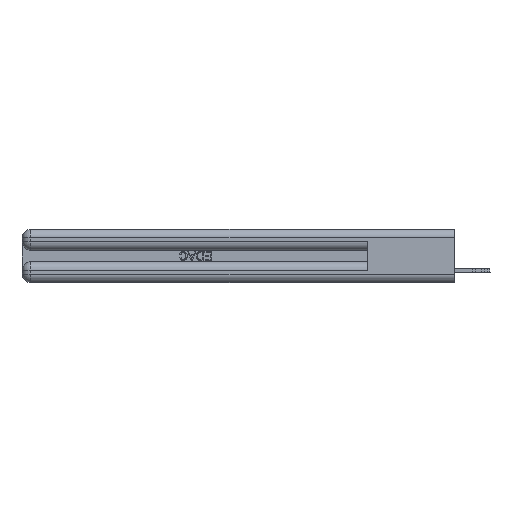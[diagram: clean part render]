
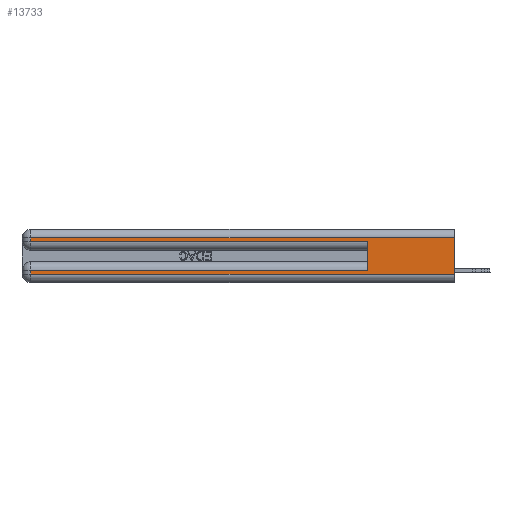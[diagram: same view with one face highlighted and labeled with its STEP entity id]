
A CAD part, left-side view. The second image highlights one B-rep face of the part: STEP entity #13733.
In plain terms, the highlighted planar face has unit normal (-1, 0, 0).
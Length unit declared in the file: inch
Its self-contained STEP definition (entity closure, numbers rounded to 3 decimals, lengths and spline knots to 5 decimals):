
#286 = VECTOR ( 'NONE', #40574, 39.37008 ) ;
#301 = EDGE_CURVE ( 'NONE', #16031, #10337, #40790, .T. ) ;
#1731 = VERTEX_POINT ( 'NONE', #47032 ) ;
#3069 = VERTEX_POINT ( 'NONE', #16315 ) ;
#3267 = VECTOR ( 'NONE', #21446, 39.37008 ) ;
#6033 = ORIENTED_EDGE ( 'NONE', *, *, #28435, .T. ) ;
#6504 = LINE ( 'NONE', #36528, #286 ) ;
#6873 = LINE ( 'NONE', #17800, #20412 ) ;
#7432 = LINE ( 'NONE', #42839, #34482 ) ;
#8112 = DIRECTION ( 'NONE',  ( 0., 0., 1. ) ) ;
#9605 = DIRECTION ( 'NONE',  ( 0., -1., 0. ) ) ;
#9966 = VECTOR ( 'NONE', #39900, 39.37008 ) ;
#10337 = VERTEX_POINT ( 'NONE', #49485 ) ;
#10484 = FACE_OUTER_BOUND ( 'NONE', #35977, .T. ) ;
#11979 = VECTOR ( 'NONE', #28287, 39.37008 ) ;
#13366 = ORIENTED_EDGE ( 'NONE', *, *, #26677, .T. ) ;
#13733 = ADVANCED_FACE ( 'NONE', ( #10484 ), #38291, .F. ) ;
#13801 = ORIENTED_EDGE ( 'NONE', *, *, #19699, .T. ) ;
#16031 = VERTEX_POINT ( 'NONE', #34683 ) ;
#16315 = CARTESIAN_POINT ( 'NONE',  ( 0., 2.94, 0.285 ) ) ;
#17800 = CARTESIAN_POINT ( 'NONE',  ( 0., 2.94, 0.37 ) ) ;
#18252 = VECTOR ( 'NONE', #9605, 39.37008 ) ;
#18594 = CARTESIAN_POINT ( 'NONE',  ( 0., 2.94, 0.31 ) ) ;
#18635 = VERTEX_POINT ( 'NONE', #44330 ) ;
#19699 = EDGE_CURVE ( 'NONE', #18635, #16031, #23752, .T. ) ;
#20144 = EDGE_CURVE ( 'NONE', #1731, #10337, #26863, .T. ) ;
#20412 = VECTOR ( 'NONE', #38105, 39.37008 ) ;
#21362 = CARTESIAN_POINT ( 'NONE',  ( 0., 0., 0.06 ) ) ;
#21446 = DIRECTION ( 'NONE',  ( 0., 0., -1. ) ) ;
#21492 = VERTEX_POINT ( 'NONE', #35911 ) ;
#21715 = ORIENTED_EDGE ( 'NONE', *, *, #29378, .F. ) ;
#21913 = CARTESIAN_POINT ( 'NONE',  ( 0., 2.94, 0.37 ) ) ;
#22121 = AXIS2_PLACEMENT_3D ( 'NONE', #50439, #42319, #46293 ) ;
#23752 = LINE ( 'NONE', #21913, #44397 ) ;
#25153 = VERTEX_POINT ( 'NONE', #18594 ) ;
#26622 = DIRECTION ( 'NONE',  ( 0., 0., -1. ) ) ;
#26677 = EDGE_CURVE ( 'NONE', #3069, #21492, #30683, .T. ) ;
#26863 = LINE ( 'NONE', #29869, #3267 ) ;
#28287 = DIRECTION ( 'NONE',  ( 0., -1., 0. ) ) ;
#28435 = EDGE_CURVE ( 'NONE', #41731, #18635, #35494, .T. ) ;
#29378 = EDGE_CURVE ( 'NONE', #41731, #21492, #7432, .T. ) ;
#29869 = CARTESIAN_POINT ( 'NONE',  ( 0., 0., 0.37 ) ) ;
#30032 = ORIENTED_EDGE ( 'NONE', *, *, #40178, .T. ) ;
#30683 = LINE ( 'NONE', #36154, #11979 ) ;
#34482 = VECTOR ( 'NONE', #8112, 39.37008 ) ;
#34636 = CARTESIAN_POINT ( 'NONE',  ( 0., 0., 0.085 ) ) ;
#34683 = CARTESIAN_POINT ( 'NONE',  ( 0., 2.94, 0.06 ) ) ;
#35494 = LINE ( 'NONE', #34636, #9966 ) ;
#35911 = CARTESIAN_POINT ( 'NONE',  ( 0., 0.6, 0.285 ) ) ;
#35977 = EDGE_LOOP ( 'NONE', ( #43853, #30032, #50314, #13366, #21715, #6033, #13801, #43727 ) ) ;
#36154 = CARTESIAN_POINT ( 'NONE',  ( 0., 0., 0.285 ) ) ;
#36528 = CARTESIAN_POINT ( 'NONE',  ( 0., 0., 0.31 ) ) ;
#38105 = DIRECTION ( 'NONE',  ( 0., 0., -1. ) ) ;
#38291 = PLANE ( 'NONE',  #22121 ) ;
#39900 = DIRECTION ( 'NONE',  ( 0., 1., 0. ) ) ;
#40178 = EDGE_CURVE ( 'NONE', #1731, #25153, #6504, .T. ) ;
#40574 = DIRECTION ( 'NONE',  ( 0., 1., 0. ) ) ;
#40790 = LINE ( 'NONE', #21362, #18252 ) ;
#41731 = VERTEX_POINT ( 'NONE', #44046 ) ;
#42319 = DIRECTION ( 'NONE',  ( 1., 0., 0. ) ) ;
#42839 = CARTESIAN_POINT ( 'NONE',  ( 0., 0.6, 0.145 ) ) ;
#43727 = ORIENTED_EDGE ( 'NONE', *, *, #301, .T. ) ;
#43853 = ORIENTED_EDGE ( 'NONE', *, *, #20144, .F. ) ;
#44046 = CARTESIAN_POINT ( 'NONE',  ( 0., 0.6, 0.085 ) ) ;
#44330 = CARTESIAN_POINT ( 'NONE',  ( 0., 2.94, 0.085 ) ) ;
#44397 = VECTOR ( 'NONE', #26622, 39.37008 ) ;
#46293 = DIRECTION ( 'NONE',  ( 0., 0., -1. ) ) ;
#47032 = CARTESIAN_POINT ( 'NONE',  ( 0., 0., 0.31 ) ) ;
#48296 = EDGE_CURVE ( 'NONE', #25153, #3069, #6873, .T. ) ;
#49485 = CARTESIAN_POINT ( 'NONE',  ( 0., 0., 0.06 ) ) ;
#50314 = ORIENTED_EDGE ( 'NONE', *, *, #48296, .T. ) ;
#50439 = CARTESIAN_POINT ( 'NONE',  ( 0., 0., 0.37 ) ) ;
